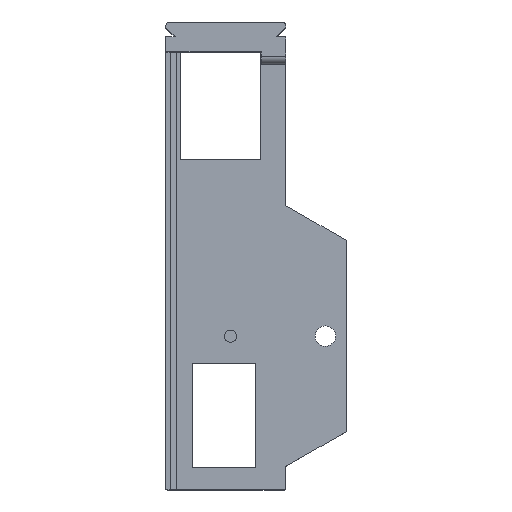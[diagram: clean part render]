
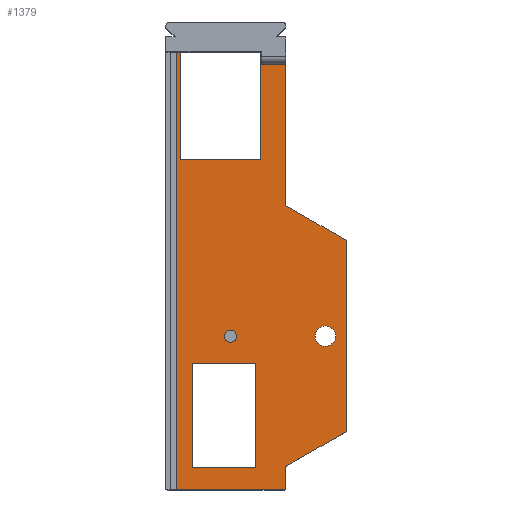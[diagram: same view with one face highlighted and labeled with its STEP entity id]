
A CAD part, top view. The second image highlights one B-rep face of the part: STEP entity #1379.
In plain terms, the highlighted planar face has unit normal (0, 0, 1).
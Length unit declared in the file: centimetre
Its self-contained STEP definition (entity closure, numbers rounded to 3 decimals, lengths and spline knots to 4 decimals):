
#17=FACE_BOUND($,#161,.T.);
#18=FACE_BOUND($,#162,.T.);
#19=FACE_BOUND($,#163,.T.);
#20=FACE_BOUND($,#164,.T.);
#34=PLANE($,#1458);
#161=EDGE_LOOP($,(#1005));
#162=EDGE_LOOP($,(#1006,#1007,#1008,#1009,#1010,#1011,#1012,#1013,#1014,
#1015,#1016,#1017,#1018,#1019,#1020,#1021));
#163=EDGE_LOOP($,(#1022));
#164=EDGE_LOOP($,(#1023,#1024,#1025,#1026));
#253=LINE($,#1954,#431);
#267=LINE($,#1983,#445);
#270=LINE($,#1992,#448);
#271=LINE($,#1994,#449);
#272=LINE($,#1996,#450);
#273=LINE($,#1998,#451);
#274=LINE($,#2000,#452);
#275=LINE($,#2002,#453);
#276=LINE($,#2004,#454);
#277=LINE($,#2006,#455);
#278=LINE($,#2008,#456);
#279=LINE($,#2010,#457);
#280=LINE($,#2012,#458);
#281=LINE($,#2014,#459);
#282=LINE($,#2016,#460);
#283=LINE($,#2017,#461);
#284=LINE($,#2022,#462);
#285=LINE($,#2024,#463);
#286=LINE($,#2026,#464);
#287=LINE($,#2027,#465);
#431=VECTOR($,#1574,1.6095);
#445=VECTOR($,#1594,0.94);
#448=VECTOR($,#1603,1.5788);
#449=VECTOR($,#1604,3.4);
#450=VECTOR($,#1605,2.5356);
#451=VECTOR($,#1606,3.4);
#452=VECTOR($,#1607,0.1338);
#453=VECTOR($,#1608,13.8711);
#454=VECTOR($,#1609,3.4563);
#455=VECTOR($,#1610,0.7405);
#456=VECTOR($,#1611,2.2133);
#457=VECTOR($,#1612,6.06);
#458=VECTOR($,#1613,2.2133);
#459=VECTOR($,#1614,4.8573);
#460=VECTOR($,#1615,0.7561);
#461=VECTOR($,#1616,0.94);
#462=VECTOR($,#1619,2.);
#463=VECTOR($,#1620,3.3);
#464=VECTOR($,#1621,2.);
#465=VECTOR($,#1622,3.3);
#596=CIRCLE($,#1459,0.1925);
#597=CIRCLE($,#1460,0.325);
#632=VERTEX_POINT($,#1945);
#636=VERTEX_POINT($,#1952);
#648=VERTEX_POINT($,#1981);
#650=VERTEX_POINT($,#1989);
#651=VERTEX_POINT($,#1991);
#652=VERTEX_POINT($,#1993);
#653=VERTEX_POINT($,#1995);
#654=VERTEX_POINT($,#1997);
#655=VERTEX_POINT($,#1999);
#656=VERTEX_POINT($,#2001);
#657=VERTEX_POINT($,#2003);
#658=VERTEX_POINT($,#2005);
#659=VERTEX_POINT($,#2007);
#660=VERTEX_POINT($,#2009);
#661=VERTEX_POINT($,#2011);
#662=VERTEX_POINT($,#2013);
#663=VERTEX_POINT($,#2015);
#664=VERTEX_POINT($,#2018);
#665=VERTEX_POINT($,#2020);
#666=VERTEX_POINT($,#2021);
#667=VERTEX_POINT($,#2023);
#668=VERTEX_POINT($,#2025);
#777=EDGE_CURVE($,#636,#632,#253,.T.);
#792=EDGE_CURVE($,#636,#648,#267,.T.);
#795=EDGE_CURVE($,#650,#650,#596,.T.);
#796=EDGE_CURVE($,#651,#648,#270,.T.);
#797=EDGE_CURVE($,#651,#652,#271,.T.);
#798=EDGE_CURVE($,#652,#653,#272,.T.);
#799=EDGE_CURVE($,#653,#654,#273,.T.);
#800=EDGE_CURVE($,#655,#654,#274,.T.);
#801=EDGE_CURVE($,#655,#656,#275,.T.);
#802=EDGE_CURVE($,#657,#656,#276,.T.);
#803=EDGE_CURVE($,#657,#658,#277,.T.);
#804=EDGE_CURVE($,#659,#658,#278,.T.);
#805=EDGE_CURVE($,#659,#660,#279,.T.);
#806=EDGE_CURVE($,#660,#661,#280,.T.);
#807=EDGE_CURVE($,#661,#662,#281,.T.);
#808=EDGE_CURVE($,#663,#662,#282,.T.);
#809=EDGE_CURVE($,#632,#663,#283,.T.);
#810=EDGE_CURVE($,#664,#664,#597,.T.);
#811=EDGE_CURVE($,#665,#666,#284,.T.);
#812=EDGE_CURVE($,#666,#667,#285,.T.);
#813=EDGE_CURVE($,#667,#668,#286,.T.);
#814=EDGE_CURVE($,#668,#665,#287,.T.);
#1005=ORIENTED_EDGE($,*,*,#795,.T.);
#1006=ORIENTED_EDGE($,*,*,#792,.T.);
#1007=ORIENTED_EDGE($,*,*,#796,.F.);
#1008=ORIENTED_EDGE($,*,*,#797,.T.);
#1009=ORIENTED_EDGE($,*,*,#798,.T.);
#1010=ORIENTED_EDGE($,*,*,#799,.T.);
#1011=ORIENTED_EDGE($,*,*,#800,.F.);
#1012=ORIENTED_EDGE($,*,*,#801,.T.);
#1013=ORIENTED_EDGE($,*,*,#802,.F.);
#1014=ORIENTED_EDGE($,*,*,#803,.T.);
#1015=ORIENTED_EDGE($,*,*,#804,.F.);
#1016=ORIENTED_EDGE($,*,*,#805,.T.);
#1017=ORIENTED_EDGE($,*,*,#806,.T.);
#1018=ORIENTED_EDGE($,*,*,#807,.T.);
#1019=ORIENTED_EDGE($,*,*,#808,.F.);
#1020=ORIENTED_EDGE($,*,*,#809,.F.);
#1021=ORIENTED_EDGE($,*,*,#777,.F.);
#1022=ORIENTED_EDGE($,*,*,#810,.T.);
#1023=ORIENTED_EDGE($,*,*,#811,.T.);
#1024=ORIENTED_EDGE($,*,*,#812,.T.);
#1025=ORIENTED_EDGE($,*,*,#813,.T.);
#1026=ORIENTED_EDGE($,*,*,#814,.T.);
#1379=ADVANCED_FACE($,(#17,#18,#19,#20),#34,.T.);
#1458=AXIS2_PLACEMENT_3D($,#1988,#1599,#1600);
#1459=AXIS2_PLACEMENT_3D($,#1990,#1601,#1602);
#1460=AXIS2_PLACEMENT_3D($,#2019,#1617,#1618);
#1574=DIRECTION($,(1.,0.,0.));
#1594=DIRECTION($,(0.,-1.,0.));
#1599=DIRECTION('center_axis',(0.,0.,1.));
#1600=DIRECTION('ref_axis',(1.,0.,0.));
#1601=DIRECTION('center_axis',(0.,0.,-1.));
#1602=DIRECTION('ref_axis',(1.,0.,0.));
#1603=DIRECTION($,(-1.,0.,0.));
#1604=DIRECTION($,(0.,-1.,0.));
#1605=DIRECTION($,(-1.,0.,0.));
#1606=DIRECTION($,(0.,1.,0.));
#1607=DIRECTION($,(1.,0.,0.));
#1608=DIRECTION($,(0.,-1.,0.));
#1609=DIRECTION($,(-1.,0.,0.));
#1610=DIRECTION($,(0.,1.,0.));
#1611=DIRECTION($,(-0.866,-0.5,0.));
#1612=DIRECTION($,(0.,1.,0.));
#1613=DIRECTION($,(-0.866,0.5,0.));
#1614=DIRECTION($,(0.,1.,0.));
#1615=DIRECTION($,(1.,0.,0.));
#1616=DIRECTION($,(0.,-1.,0.));
#1617=DIRECTION('center_axis',(0.,0.,-1.));
#1618=DIRECTION('ref_axis',(1.,0.,0.));
#1619=DIRECTION($,(1.,0.,0.));
#1620=DIRECTION($,(0.,-1.,0.));
#1621=DIRECTION($,(-1.,0.,0.));
#1622=DIRECTION($,(0.,1.,0.));
#1945=CARTESIAN_POINT('',(-12.4561,14.84,1.1));
#1952=CARTESIAN_POINT('',(-14.0657,14.84,1.1));
#1954=CARTESIAN_POINT($,(-14.3828,14.84,1.1));
#1981=CARTESIAN_POINT('',(-14.0657,13.9,1.1));
#1983=CARTESIAN_POINT($,(-14.0657,8.7,1.1));
#1988=CARTESIAN_POINT('Origin',(-12.7,1.8,1.1));
#1989=CARTESIAN_POINT('',(-13.6425,4.9,1.1));
#1990=CARTESIAN_POINT('Origin',(-13.45,4.9,1.1));
#1991=CARTESIAN_POINT('',(-12.4869,13.9,1.1));
#1992=CARTESIAN_POINT($,(-14.3828,13.9,1.1));
#1993=CARTESIAN_POINT('',(-12.4869,10.5,1.1));
#1994=CARTESIAN_POINT($,(-12.4869,7.85,1.1));
#1995=CARTESIAN_POINT('',(-15.0225,10.5,1.1));
#1996=CARTESIAN_POINT($,(-12.5934,10.5,1.1));
#1997=CARTESIAN_POINT('',(-15.0225,13.9,1.1));
#1998=CARTESIAN_POINT($,(-15.0225,6.15,1.1));
#1999=CARTESIAN_POINT('',(-15.1563,13.9,1.1));
#2000=CARTESIAN_POINT($,(-14.7847,13.9,1.1));
#2001=CARTESIAN_POINT('',(-15.1563,0.0289,1.1));
#2002=CARTESIAN_POINT($,(-15.1563,5.4285,1.1));
#2003=CARTESIAN_POINT('',(-11.7,0.0289,1.1));
#2004=CARTESIAN_POINT($,(-14.1,0.0289,1.1));
#2005=CARTESIAN_POINT('',(-11.7,0.7694,1.1));
#2006=CARTESIAN_POINT($,(-11.7,1.,1.1));
#2007=CARTESIAN_POINT('',(-9.7832,1.8761,1.1));
#2008=CARTESIAN_POINT($,(-11.6813,0.7802,1.1));
#2009=CARTESIAN_POINT('',(-9.7832,7.936,1.1));
#2010=CARTESIAN_POINT($,(-9.7832,5.3597,1.1));
#2011=CARTESIAN_POINT('',(-11.7,9.0427,1.1));
#2012=CARTESIAN_POINT($,(-9.0832,7.5319,1.1));
#2013=CARTESIAN_POINT('',(-11.7,13.9,1.1));
#2014=CARTESIAN_POINT($,(-11.7,8.3909,1.1));
#2015=CARTESIAN_POINT('',(-12.4561,13.9,1.1));
#2016=CARTESIAN_POINT($,(-14.7847,13.9,1.1));
#2017=CARTESIAN_POINT($,(-12.4561,15.6,1.1));
#2018=CARTESIAN_POINT('',(-10.7682,4.9021,1.1));
#2019=CARTESIAN_POINT('Origin',(-10.4432,4.9021,1.1));
#2020=CARTESIAN_POINT('',(-14.6657,4.05,1.1));
#2021=CARTESIAN_POINT('',(-12.6657,4.05,1.1));
#2022=CARTESIAN_POINT($,(-13.6828,4.05,1.1));
#2023=CARTESIAN_POINT('',(-12.6657,0.75,1.1));
#2024=CARTESIAN_POINT($,(-12.6657,2.925,1.1));
#2025=CARTESIAN_POINT('',(-14.6657,0.75,1.1));
#2026=CARTESIAN_POINT($,(-12.6828,0.75,1.1));
#2027=CARTESIAN_POINT($,(-14.6657,1.275,1.1));
